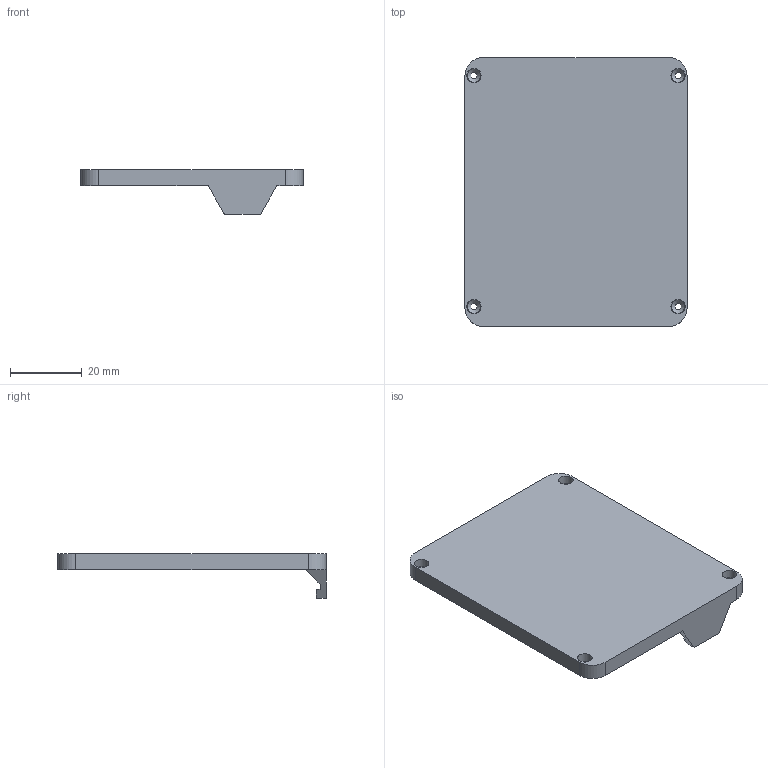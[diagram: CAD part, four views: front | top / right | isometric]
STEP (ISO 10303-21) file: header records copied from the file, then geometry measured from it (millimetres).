
FILE_DESCRIPTION(('FreeCAD Model'),'2;1');
FILE_NAME('Open CASCADE Shape Model','2026-02-18T20:12:06',(''),(''), 'Open CASCADE STEP processor 7.8','FreeCAD','Unknown');
FILE_SCHEMA(('AUTOMOTIVE_DESIGN { 1 0 10303 214 1 1 1 1 }'));
Length unit declared in the file: millimetre
Products named in the file (1): Box upper
Bounding box: 62 x 75 x 12.5 mm (x, y, z)
Volume: 21041.8 mm3; surface area: 10842.3 mm2
Topology: 1 solids, 1 shells, 33 faces, 79 edges, 52 vertices
Faces by surface type: plane 17, cylinder 12, cone 4
Full cylindrical faces by diameter (mm): 1.8 x4, 4 x4
Entity records: 1003 total; most frequent: DIRECTION 175, CARTESIAN_POINT 165, ORIENTED_EDGE 158, EDGE_CURVE 79, AXIS2_PLACEMENT_3D 62, VERTEX_POINT 52, LINE 51, VECTOR 51
